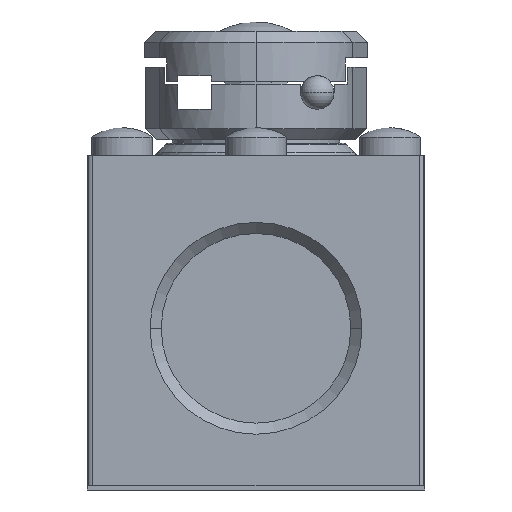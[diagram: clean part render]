
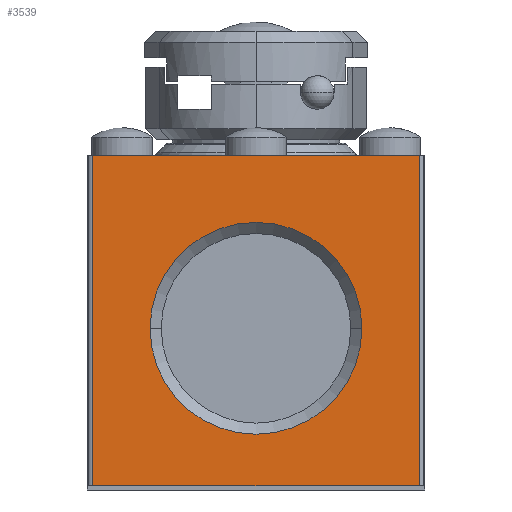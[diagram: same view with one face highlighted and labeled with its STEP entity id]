
A CAD part, front view. The second image highlights one B-rep face of the part: STEP entity #3539.
In plain terms, the highlighted planar face has unit normal (0, -1, 0).
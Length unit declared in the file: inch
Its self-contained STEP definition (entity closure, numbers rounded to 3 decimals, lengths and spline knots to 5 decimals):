
#420 = VECTOR ( 'NONE', #551, 39.37008 ) ;
#491 = CARTESIAN_POINT ( 'NONE',  ( 0.57677, -2.14567, 1.1811 ) ) ;
#551 = DIRECTION ( 'NONE',  ( 1., 0., 0. ) ) ;
#707 = ORIENTED_EDGE ( 'NONE', *, *, #10175, .F. ) ;
#780 = DIRECTION ( 'NONE',  ( 0., 1., 0. ) ) ;
#801 = LINE ( 'NONE', #4792, #9063 ) ;
#864 = LINE ( 'NONE', #9451, #7127 ) ;
#939 = VECTOR ( 'NONE', #8358, 39.37008 ) ;
#1020 = VERTEX_POINT ( 'NONE', #3261 ) ;
#1204 = EDGE_CURVE ( 'NONE', #1435, #11965, #2420, .T. ) ;
#1236 = CARTESIAN_POINT ( 'NONE',  ( 0.59646, -2.14567, 0. ) ) ;
#1271 = CARTESIAN_POINT ( 'NONE',  ( -0.47244, -2.14567, 1.1811 ) ) ;
#1435 = VERTEX_POINT ( 'NONE', #10563 ) ;
#1556 = VECTOR ( 'NONE', #5634, 39.37008 ) ;
#1838 = VECTOR ( 'NONE', #4308, 39.37008 ) ;
#1892 = CARTESIAN_POINT ( 'NONE',  ( 0., -2.14567, 0.57087 ) ) ;
#2050 = CARTESIAN_POINT ( 'NONE',  ( 0., -2.14567, 0.57087 ) ) ;
#2199 = DIRECTION ( 'NONE',  ( 0., -1., 0. ) ) ;
#2420 = CIRCLE ( 'NONE', #3523, 0.37402 ) ;
#2581 = EDGE_CURVE ( 'NONE', #8189, #11455, #3629, .T. ) ;
#2809 = EDGE_LOOP ( 'NONE', ( #7995, #6550 ) ) ;
#2882 = ORIENTED_EDGE ( 'NONE', *, *, #4577, .F. ) ;
#3261 = CARTESIAN_POINT ( 'NONE',  ( -0.57677, -2.14567, 1.1811 ) ) ;
#3369 = DIRECTION ( 'NONE',  ( 0., 0., -1. ) ) ;
#3523 = AXIS2_PLACEMENT_3D ( 'NONE', #2050, #5218, #5130 ) ;
#3539 = ADVANCED_FACE ( 'NONE', ( #10139, #9316 ), #11646, .T. ) ;
#3629 = LINE ( 'NONE', #491, #1556 ) ;
#3878 = EDGE_LOOP ( 'NONE', ( #4245, #2882, #9849, #5568, #8449, #707 ) ) ;
#4245 = ORIENTED_EDGE ( 'NONE', *, *, #6925, .T. ) ;
#4308 = DIRECTION ( 'NONE',  ( 0., 0., 1. ) ) ;
#4347 = AXIS2_PLACEMENT_3D ( 'NONE', #1892, #780, #6985 ) ;
#4577 = EDGE_CURVE ( 'NONE', #8189, #7035, #864, .T. ) ;
#4675 = CARTESIAN_POINT ( 'NONE',  ( -0.57677, -2.14567, 0.01575 ) ) ;
#4792 = CARTESIAN_POINT ( 'NONE',  ( -0.47244, -2.14567, 1.1811 ) ) ;
#4887 = LINE ( 'NONE', #11535, #1838 ) ;
#5130 = DIRECTION ( 'NONE',  ( 1., 0., 0. ) ) ;
#5218 = DIRECTION ( 'NONE',  ( 0., 1., 0. ) ) ;
#5343 = EDGE_CURVE ( 'NONE', #11950, #1020, #801, .T. ) ;
#5404 = DIRECTION ( 'NONE',  ( 0., 0., -1. ) ) ;
#5568 = ORIENTED_EDGE ( 'NONE', *, *, #11962, .T. ) ;
#5634 = DIRECTION ( 'NONE',  ( -1., 0., 0. ) ) ;
#6330 = AXIS2_PLACEMENT_3D ( 'NONE', #1236, #2199, #5404 ) ;
#6408 = LINE ( 'NONE', #13363, #939 ) ;
#6550 = ORIENTED_EDGE ( 'NONE', *, *, #11416, .T. ) ;
#6925 = EDGE_CURVE ( 'NONE', #11157, #7035, #11466, .T. ) ;
#6985 = DIRECTION ( 'NONE',  ( 1., 0., 0. ) ) ;
#7035 = VERTEX_POINT ( 'NONE', #8127 ) ;
#7127 = VECTOR ( 'NONE', #3369, 39.37008 ) ;
#7995 = ORIENTED_EDGE ( 'NONE', *, *, #1204, .T. ) ;
#8127 = CARTESIAN_POINT ( 'NONE',  ( 0.57677, -2.14567, 0.01575 ) ) ;
#8189 = VERTEX_POINT ( 'NONE', #12032 ) ;
#8358 = DIRECTION ( 'NONE',  ( -1., 0., 0. ) ) ;
#8449 = ORIENTED_EDGE ( 'NONE', *, *, #5343, .T. ) ;
#8565 = CIRCLE ( 'NONE', #4347, 0.37402 ) ;
#9063 = VECTOR ( 'NONE', #10342, 39.37008 ) ;
#9316 = FACE_OUTER_BOUND ( 'NONE', #3878, .T. ) ;
#9451 = CARTESIAN_POINT ( 'NONE',  ( 0.57677, -2.14567, 1.1811 ) ) ;
#9558 = CARTESIAN_POINT ( 'NONE',  ( -0.37402, -2.14567, 0.57087 ) ) ;
#9849 = ORIENTED_EDGE ( 'NONE', *, *, #2581, .T. ) ;
#10139 = FACE_BOUND ( 'NONE', #2809, .T. ) ;
#10175 = EDGE_CURVE ( 'NONE', #11157, #1020, #4887, .T. ) ;
#10342 = DIRECTION ( 'NONE',  ( -1., 0., 0. ) ) ;
#10437 = CARTESIAN_POINT ( 'NONE',  ( -0.57677, -2.14567, 0.01575 ) ) ;
#10563 = CARTESIAN_POINT ( 'NONE',  ( 0.37402, -2.14567, 0.57087 ) ) ;
#11157 = VERTEX_POINT ( 'NONE', #10437 ) ;
#11165 = CARTESIAN_POINT ( 'NONE',  ( 0.47244, -2.14567, 1.1811 ) ) ;
#11416 = EDGE_CURVE ( 'NONE', #11965, #1435, #8565, .T. ) ;
#11455 = VERTEX_POINT ( 'NONE', #11165 ) ;
#11466 = LINE ( 'NONE', #4675, #420 ) ;
#11535 = CARTESIAN_POINT ( 'NONE',  ( -0.57677, -2.14567, 0.01575 ) ) ;
#11646 = PLANE ( 'NONE',  #6330 ) ;
#11950 = VERTEX_POINT ( 'NONE', #1271 ) ;
#11962 = EDGE_CURVE ( 'NONE', #11455, #11950, #6408, .T. ) ;
#11965 = VERTEX_POINT ( 'NONE', #9558 ) ;
#12032 = CARTESIAN_POINT ( 'NONE',  ( 0.57677, -2.14567, 1.1811 ) ) ;
#13363 = CARTESIAN_POINT ( 'NONE',  ( 0.47244, -2.14567, 1.1811 ) ) ;
